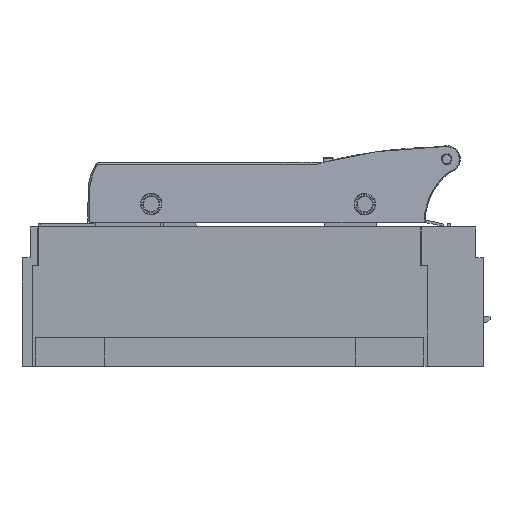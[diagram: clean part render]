
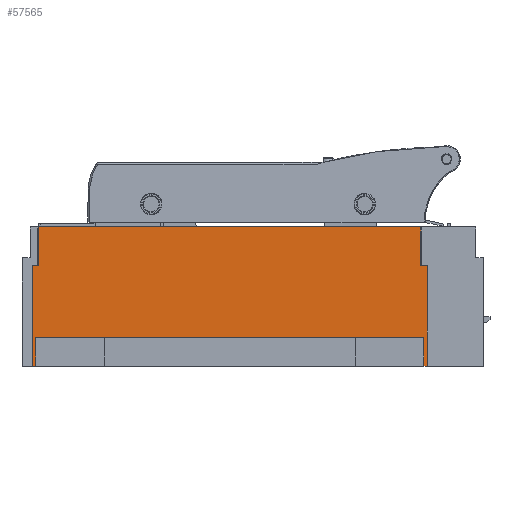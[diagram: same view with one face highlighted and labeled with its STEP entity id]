
A CAD part, front view. The second image highlights one B-rep face of the part: STEP entity #57565.
In plain terms, the highlighted planar face has unit normal (0, -1, 0).
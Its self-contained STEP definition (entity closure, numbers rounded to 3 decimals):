
#55258 = VERTEX_POINT('',#55259);
#55259 = CARTESIAN_POINT('',(127.5,-124.75,65.));
#55265 = EDGE_CURVE('',#55266,#55258,#55268,.T.);
#55266 = VERTEX_POINT('',#55267);
#55267 = CARTESIAN_POINT('',(127.5,-124.75,0.));
#55268 = LINE('',#55269,#55270);
#55269 = CARTESIAN_POINT('',(127.5,-124.75,32.5));
#55270 = VECTOR('',#55271,1.);
#55271 = DIRECTION('',(0.,0.,1.));
#57545 = EDGE_CURVE('',#57546,#55258,#57548,.T.);
#57546 = VERTEX_POINT('',#57547);
#57547 = CARTESIAN_POINT('',(123.5,-124.75,65.));
#57548 = LINE('',#57549,#57550);
#57549 = CARTESIAN_POINT('',(125.5,-124.75,65.));
#57550 = VECTOR('',#57551,1.);
#57551 = DIRECTION('',(1.,0.,0.));
#57565 = ADVANCED_FACE('',(#57566),#57648,.F.);
#57566 = FACE_BOUND('',#57567,.T.);
#57567 = EDGE_LOOP('',(#57568,#57578,#57586,#57594,#57602,#57610,#57618,
    #57626,#57632,#57633,#57634,#57642));
#57568 = ORIENTED_EDGE('',*,*,#57569,.F.);
#57569 = EDGE_CURVE('',#57570,#57572,#57574,.T.);
#57570 = VERTEX_POINT('',#57571);
#57571 = CARTESIAN_POINT('',(-123.5,-124.75,65.));
#57572 = VERTEX_POINT('',#57573);
#57573 = CARTESIAN_POINT('',(-123.5,-124.75,90.));
#57574 = LINE('',#57575,#57576);
#57575 = CARTESIAN_POINT('',(-123.5,-124.75,77.5));
#57576 = VECTOR('',#57577,1.);
#57577 = DIRECTION('',(0.,0.,1.));
#57578 = ORIENTED_EDGE('',*,*,#57579,.T.);
#57579 = EDGE_CURVE('',#57570,#57580,#57582,.T.);
#57580 = VERTEX_POINT('',#57581);
#57581 = CARTESIAN_POINT('',(-127.5,-124.75,65.));
#57582 = LINE('',#57583,#57584);
#57583 = CARTESIAN_POINT('',(-125.5,-124.75,65.));
#57584 = VECTOR('',#57585,1.);
#57585 = DIRECTION('',(-1.,0.,0.));
#57586 = ORIENTED_EDGE('',*,*,#57587,.F.);
#57587 = EDGE_CURVE('',#57588,#57580,#57590,.T.);
#57588 = VERTEX_POINT('',#57589);
#57589 = CARTESIAN_POINT('',(-127.5,-124.75,0.));
#57590 = LINE('',#57591,#57592);
#57591 = CARTESIAN_POINT('',(-127.5,-124.75,32.5));
#57592 = VECTOR('',#57593,1.);
#57593 = DIRECTION('',(0.,0.,1.));
#57594 = ORIENTED_EDGE('',*,*,#57595,.T.);
#57595 = EDGE_CURVE('',#57588,#57596,#57598,.T.);
#57596 = VERTEX_POINT('',#57597);
#57597 = CARTESIAN_POINT('',(-125.5,-124.75,0.));
#57598 = LINE('',#57599,#57600);
#57599 = CARTESIAN_POINT('',(-126.5,-124.75,0.));
#57600 = VECTOR('',#57601,1.);
#57601 = DIRECTION('',(1.,0.,0.));
#57602 = ORIENTED_EDGE('',*,*,#57603,.T.);
#57603 = EDGE_CURVE('',#57596,#57604,#57606,.T.);
#57604 = VERTEX_POINT('',#57605);
#57605 = CARTESIAN_POINT('',(-125.5,-124.75,18.5));
#57606 = LINE('',#57607,#57608);
#57607 = CARTESIAN_POINT('',(-125.5,-124.75,9.25));
#57608 = VECTOR('',#57609,1.);
#57609 = DIRECTION('',(0.,0.,1.));
#57610 = ORIENTED_EDGE('',*,*,#57611,.T.);
#57611 = EDGE_CURVE('',#57604,#57612,#57614,.T.);
#57612 = VERTEX_POINT('',#57613);
#57613 = CARTESIAN_POINT('',(125.5,-124.75,18.5));
#57614 = LINE('',#57615,#57616);
#57615 = CARTESIAN_POINT('',(0.,-124.75,18.5));
#57616 = VECTOR('',#57617,1.);
#57617 = DIRECTION('',(1.,0.,0.));
#57618 = ORIENTED_EDGE('',*,*,#57619,.F.);
#57619 = EDGE_CURVE('',#57620,#57612,#57622,.T.);
#57620 = VERTEX_POINT('',#57621);
#57621 = CARTESIAN_POINT('',(125.5,-124.75,0.));
#57622 = LINE('',#57623,#57624);
#57623 = CARTESIAN_POINT('',(125.5,-124.75,9.25));
#57624 = VECTOR('',#57625,1.);
#57625 = DIRECTION('',(0.,0.,1.));
#57626 = ORIENTED_EDGE('',*,*,#57627,.T.);
#57627 = EDGE_CURVE('',#57620,#55266,#57628,.T.);
#57628 = LINE('',#57629,#57630);
#57629 = CARTESIAN_POINT('',(126.5,-124.75,0.));
#57630 = VECTOR('',#57631,1.);
#57631 = DIRECTION('',(1.,0.,0.));
#57632 = ORIENTED_EDGE('',*,*,#55265,.T.);
#57633 = ORIENTED_EDGE('',*,*,#57545,.F.);
#57634 = ORIENTED_EDGE('',*,*,#57635,.T.);
#57635 = EDGE_CURVE('',#57546,#57636,#57638,.T.);
#57636 = VERTEX_POINT('',#57637);
#57637 = CARTESIAN_POINT('',(123.5,-124.75,90.));
#57638 = LINE('',#57639,#57640);
#57639 = CARTESIAN_POINT('',(123.5,-124.75,77.5));
#57640 = VECTOR('',#57641,1.);
#57641 = DIRECTION('',(0.,0.,1.));
#57642 = ORIENTED_EDGE('',*,*,#57643,.F.);
#57643 = EDGE_CURVE('',#57572,#57636,#57644,.T.);
#57644 = LINE('',#57645,#57646);
#57645 = CARTESIAN_POINT('',(0.,-124.75,90.));
#57646 = VECTOR('',#57647,1.);
#57647 = DIRECTION('',(1.,0.,0.));
#57648 = PLANE('',#57649);
#57649 = AXIS2_PLACEMENT_3D('',#57650,#57651,#57652);
#57650 = CARTESIAN_POINT('',(0.,-124.75,0.));
#57651 = DIRECTION('',(0.,1.,0.));
#57652 = DIRECTION('',(0.,-0.,1.));
